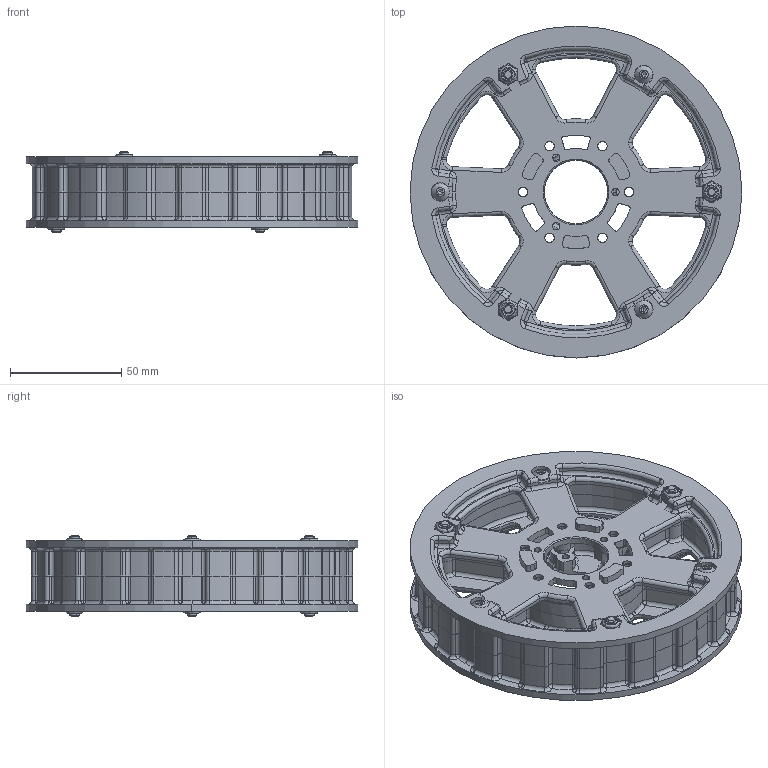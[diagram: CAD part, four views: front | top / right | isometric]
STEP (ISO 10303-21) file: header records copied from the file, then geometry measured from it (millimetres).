
FILE_DESCRIPTION (( 'STEP AP203' ), '1' );
FILE_NAME ('217-2589 Rev1 1in.20121203.STEP', '2012-12-03T22:21:01', ( 'svradm' ), ( 'Microsoft' ), 'SwSTEP 2.0', 'SolidWorks 2012', '' );
FILE_SCHEMA (( 'CONFIG_CONTROL_DESIGN' ));
Length unit declared in the file: inch
Products named in the file (5): 217-2589 Rev1 1in.20121203; BEAM-0750; NUT-832-NYLOCK; SCREW-832-1250; 217-2589-001 Rev3
Assembly tree (20 placements, depth 2):
  217-2589 Rev1 1in.20121203
    217-2589-001 Rev3  x2
    SCREW-832-1250  x6
    NUT-832-NYLOCK  x6
    BEAM-0750  x6
Bounding box: 149.22 x 149.22 x 36.2 mm (x, y, z)
Volume: 190335.7 mm3; surface area: 107178.9 mm2
Topology: 20 solids, 20 shells, 2888 faces, 7048 edges, 4152 vertices
Faces by surface type: cylinder 1216, torus 636, plane 578, sphere 232, bspline 162, cone 64
Entity records: 41834 total; most frequent: CARTESIAN_POINT 9962, DIRECTION 7318, ORIENTED_EDGE 6146, AXIS2_PLACEMENT_3D 3171, EDGE_CURVE 3073, CIRCLE 1917, VERTEX_POINT 1835, EDGE_LOOP 1396
